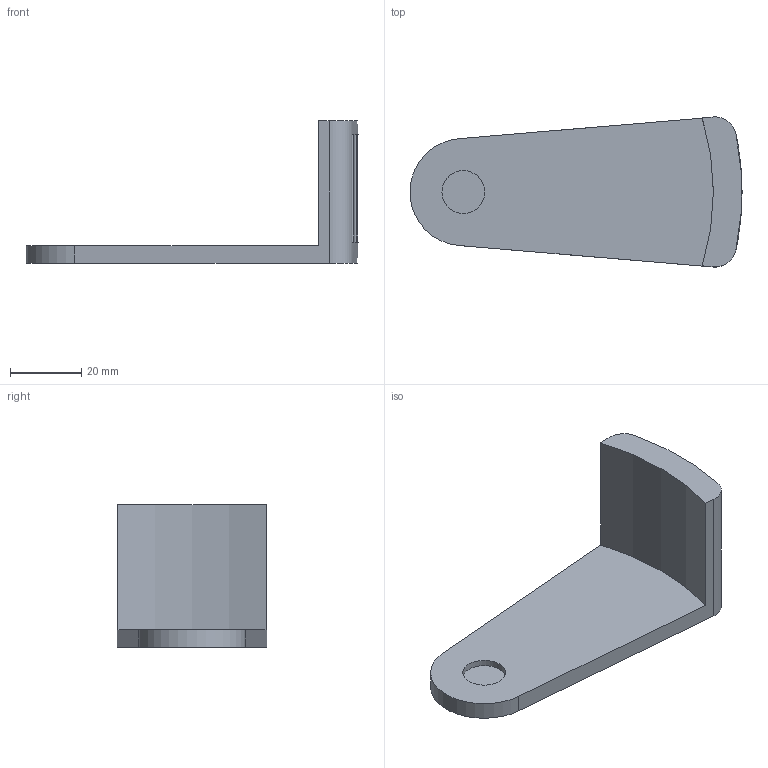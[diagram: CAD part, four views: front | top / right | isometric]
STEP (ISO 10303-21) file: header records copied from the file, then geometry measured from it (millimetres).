
FILE_DESCRIPTION(('FreeCAD Model'),'2;1');
FILE_NAME('Open CASCADE Shape Model','2024-11-11T18:27:58',(''),(''), 'Open CASCADE STEP processor 7.7','FreeCAD','Unknown');
FILE_SCHEMA(('AUTOMOTIVE_DESIGN { 1 0 10303 214 1 1 1 1 }'));
Length unit declared in the file: millimetre
Products named in the file (1): arm
Bounding box: 92.94 x 41.97 x 40 mm (x, y, z)
Volume: 25515.4 mm3; surface area: 11613.4 mm2
Topology: 1 solids, 1 shells, 36 faces, 79 edges, 53 vertices
Faces by surface type: plane 22, cylinder 14
Full cylindrical faces by diameter (mm): 12 x1, 20 x1
Entity records: 2142 total; most frequent: CARTESIAN_POINT 477, DIRECTION 333, ORIENTED_EDGE 158, PCURVE 158, DEFINITIONAL_REPRESENTATION 158, LINE 142, VECTOR 142, AXIS2_PLACEMENT_3D 84
